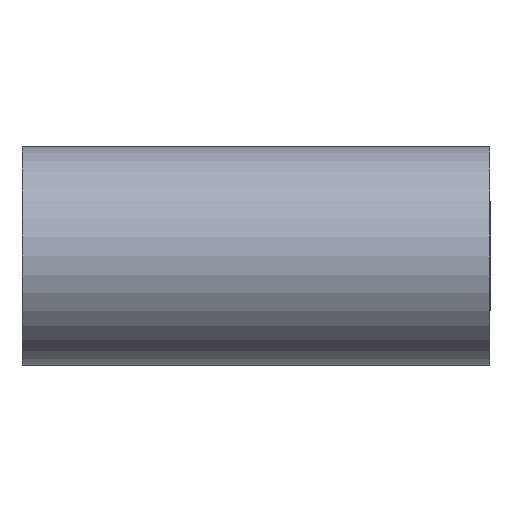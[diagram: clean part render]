
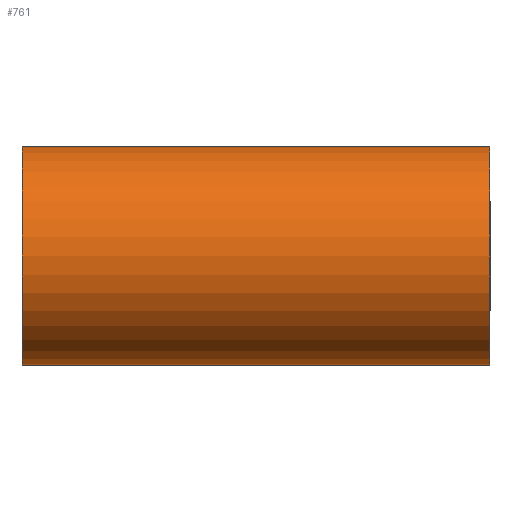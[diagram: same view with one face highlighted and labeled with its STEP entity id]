
A CAD part, left-side view. The second image highlights one B-rep face of the part: STEP entity #761.
In plain terms, the highlighted cylindrical face has radius 7 mm (diameter 14 mm), a partial arc.
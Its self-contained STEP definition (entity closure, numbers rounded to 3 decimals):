
#41 = DIRECTION ( 'NONE',  ( 0., 0., -1. ) ) ;
#66 = EDGE_CURVE ( 'NONE', #139, #318, #232, .T. ) ;
#80 = VECTOR ( 'NONE', #296, 1000. ) ;
#108 = ORIENTED_EDGE ( 'NONE', *, *, #822, .F. ) ;
#111 = DIRECTION ( 'NONE',  ( 0., 1., 0. ) ) ;
#139 = VERTEX_POINT ( 'NONE', #651 ) ;
#149 = EDGE_CURVE ( 'NONE', #139, #179, #659, .T. ) ;
#168 = AXIS2_PLACEMENT_3D ( 'NONE', #377, #111, #41 ) ;
#179 = VERTEX_POINT ( 'NONE', #389 ) ;
#210 = DIRECTION ( 'NONE',  ( 0., -1., 0. ) ) ;
#217 = DIRECTION ( 'NONE',  ( 0., 0., -1. ) ) ;
#232 = LINE ( 'NONE', #567, #80 ) ;
#282 = FACE_OUTER_BOUND ( 'NONE', #766, .T. ) ;
#296 = DIRECTION ( 'NONE',  ( 0., -1., 0. ) ) ;
#318 = VERTEX_POINT ( 'NONE', #833 ) ;
#377 = CARTESIAN_POINT ( 'NONE',  ( 2.55, 0., 3.5 ) ) ;
#389 = CARTESIAN_POINT ( 'NONE',  ( 2.55, 0., 10.5 ) ) ;
#499 = ORIENTED_EDGE ( 'NONE', *, *, #149, .F. ) ;
#519 = ORIENTED_EDGE ( 'NONE', *, *, #66, .T. ) ;
#567 = CARTESIAN_POINT ( 'NONE',  ( 2.55, 19.799, -3.5 ) ) ;
#618 = CARTESIAN_POINT ( 'NONE',  ( 2.55, -30., 10.5 ) ) ;
#651 = CARTESIAN_POINT ( 'NONE',  ( 2.55, 0., -3.5 ) ) ;
#659 = CIRCLE ( 'NONE', #168, 7. ) ;
#679 = DIRECTION ( 'NONE',  ( 0., -1., 0. ) ) ;
#695 = VERTEX_POINT ( 'NONE', #618 ) ;
#707 = DIRECTION ( 'NONE',  ( 0., -1., 0. ) ) ;
#723 = AXIS2_PLACEMENT_3D ( 'NONE', #844, #707, #217 ) ;
#738 = EDGE_CURVE ( 'NONE', #695, #318, #807, .T. ) ;
#755 = CYLINDRICAL_SURFACE ( 'NONE', #723, 7. ) ;
#761 = ADVANCED_FACE ( 'NONE', ( #282 ), #755, .T. ) ;
#766 = EDGE_LOOP ( 'NONE', ( #108, #499, #519, #830 ) ) ;
#807 = CIRCLE ( 'NONE', #894, 7. ) ;
#808 = LINE ( 'NONE', #877, #841 ) ;
#822 = EDGE_CURVE ( 'NONE', #179, #695, #808, .T. ) ;
#830 = ORIENTED_EDGE ( 'NONE', *, *, #738, .F. ) ;
#831 = DIRECTION ( 'NONE',  ( 0., 0., -1. ) ) ;
#833 = CARTESIAN_POINT ( 'NONE',  ( 2.55, -30., -3.5 ) ) ;
#836 = CARTESIAN_POINT ( 'NONE',  ( 2.55, -30., 3.5 ) ) ;
#841 = VECTOR ( 'NONE', #679, 1000. ) ;
#844 = CARTESIAN_POINT ( 'NONE',  ( 2.55, 19.799, 3.5 ) ) ;
#877 = CARTESIAN_POINT ( 'NONE',  ( 2.55, 19.799, 10.5 ) ) ;
#894 = AXIS2_PLACEMENT_3D ( 'NONE', #836, #210, #831 ) ;
